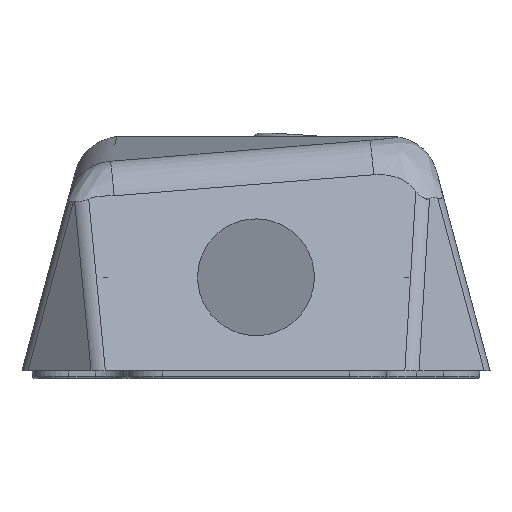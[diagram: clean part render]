
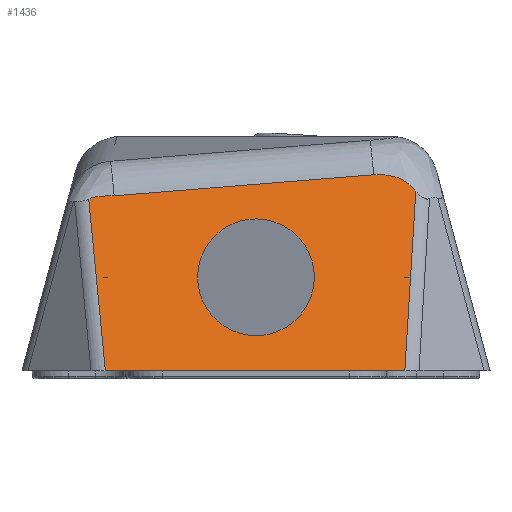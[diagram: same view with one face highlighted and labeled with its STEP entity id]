
A CAD part, front view. The second image highlights one B-rep face of the part: STEP entity #1436.
In plain terms, the highlighted planar face has unit normal (0, -0.966, 0.259).
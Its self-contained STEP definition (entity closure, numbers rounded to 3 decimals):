
#170 = VERTEX_POINT('',#171);
#171 = CARTESIAN_POINT('',(23.9,-60.294,
    34.899));
#225 = EDGE_CURVE('',#226,#170,#228,.T.);
#226 = VERTEX_POINT('',#227);
#227 = CARTESIAN_POINT('',(17.601,-59.643,
    37.328));
#228 = B_SPLINE_CURVE_WITH_KNOTS('',9,(#229,#230,#231,#232,#233,#234,
    #235,#236,#237,#238),.UNSPECIFIED.,.F.,.F.,(10,10),(0.,1.),
  .PIECEWISE_BEZIER_KNOTS.);
#229 = CARTESIAN_POINT('',(17.601,-59.643,
    37.328));
#230 = CARTESIAN_POINT('',(18.803,-59.617,
    37.425));
#231 = CARTESIAN_POINT('',(20.019,-59.632,
    37.371));
#232 = CARTESIAN_POINT('',(21.228,-59.698,
    37.123));
#233 = CARTESIAN_POINT('',(22.387,-59.826,
    36.646));
#234 = CARTESIAN_POINT('',(23.431,-60.022,
    35.915));
#235 = CARTESIAN_POINT('',(24.252,-60.282,
    34.943));
#236 = CARTESIAN_POINT('',(24.776,-60.583,33.821)
  );
#237 = CARTESIAN_POINT('',(24.992,-60.899,
    32.641));
#238 = CARTESIAN_POINT('',(24.921,-61.211,
    31.478));
#929 = VERTEX_POINT('',#930);
#930 = CARTESIAN_POINT('',(-22.535,-67.501,8.));
#937 = EDGE_CURVE('',#929,#938,#940,.T.);
#938 = VERTEX_POINT('',#939);
#939 = CARTESIAN_POINT('',(22.261,-67.501,8.));
#940 = LINE('',#941,#942);
#941 = CARTESIAN_POINT('',(50.,-67.501,8.));
#942 = VECTOR('',#943,1.);
#943 = DIRECTION('',(1.,0.,0.));
#1300 = EDGE_CURVE('',#170,#938,#1301,.T.);
#1301 = LINE('',#1302,#1303);
#1302 = CARTESIAN_POINT('',(23.696,-61.192,
    31.547));
#1303 = VECTOR('',#1304,1.);
#1304 = DIRECTION('',(-0.059,-0.258,
    -0.964));
#1414 = VERTEX_POINT('',#1415);
#1415 = CARTESIAN_POINT('',(-21.222,-60.484,
    34.19));
#1426 = EDGE_CURVE('',#1414,#226,#1427,.T.);
#1427 = LINE('',#1428,#1429);
#1428 = CARTESIAN_POINT('',(-26.325,-60.594,
    33.778));
#1429 = VECTOR('',#1430,1.);
#1430 = DIRECTION('',(0.997,0.022,0.081
    ));
#1436 = ADVANCED_FACE('',(#1437,#1464),#1475,.F.);
#1437 = FACE_BOUND('',#1438,.F.);
#1438 = EDGE_LOOP('',(#1439,#1447,#1460,#1461,#1462,#1463));
#1439 = ORIENTED_EDGE('',*,*,#1440,.T.);
#1440 = EDGE_CURVE('',#929,#1441,#1443,.T.);
#1441 = VERTEX_POINT('',#1442);
#1442 = CARTESIAN_POINT('',(-25.019,-60.627,
    33.654));
#1443 = LINE('',#1444,#1445);
#1444 = CARTESIAN_POINT('',(-21.771,-69.615,
    0.111));
#1445 = VECTOR('',#1446,1.);
#1446 = DIRECTION('',(-0.093,0.258,0.962)
  );
#1447 = ORIENTED_EDGE('',*,*,#1448,.F.);
#1448 = EDGE_CURVE('',#1414,#1441,#1449,.T.);
#1449 = B_SPLINE_CURVE_WITH_KNOTS('',9,(#1450,#1451,#1452,#1453,#1454,
    #1455,#1456,#1457,#1458,#1459),.UNSPECIFIED.,.F.,.F.,(10,10),(0.,1.)
  ,.PIECEWISE_BEZIER_KNOTS.);
#1450 = CARTESIAN_POINT('',(-21.222,-60.484,
    34.19));
#1451 = CARTESIAN_POINT('',(-21.913,-60.499,
    34.134));
#1452 = CARTESIAN_POINT('',(-22.61,-60.494,
    34.153));
#1453 = CARTESIAN_POINT('',(-23.295,-60.484,
    34.189));
#1454 = CARTESIAN_POINT('',(-23.998,-60.493,
    34.155));
#1455 = CARTESIAN_POINT('',(-24.683,-60.523,
    34.044));
#1456 = CARTESIAN_POINT('',(-25.411,-60.612,
    33.713));
#1457 = CARTESIAN_POINT('',(-25.928,-60.771,
    33.117));
#1458 = CARTESIAN_POINT('',(-26.143,-60.957,
    32.426));
#1459 = CARTESIAN_POINT('',(-26.079,-61.135,
    31.759));
#1460 = ORIENTED_EDGE('',*,*,#1426,.T.);
#1461 = ORIENTED_EDGE('',*,*,#225,.T.);
#1462 = ORIENTED_EDGE('',*,*,#1300,.T.);
#1463 = ORIENTED_EDGE('',*,*,#937,.F.);
#1464 = FACE_BOUND('',#1465,.F.);
#1465 = EDGE_LOOP('',(#1466));
#1466 = ORIENTED_EDGE('',*,*,#1467,.F.);
#1467 = EDGE_CURVE('',#1468,#1468,#1470,.T.);
#1468 = VERTEX_POINT('',#1469);
#1469 = CARTESIAN_POINT('',(8.73,-63.75,22.));
#1470 = ELLIPSE('',#1471,9.038,8.73);
#1471 = AXIS2_PLACEMENT_3D('',#1472,#1473,#1474);
#1472 = CARTESIAN_POINT('',(0.,-63.75,22.));
#1473 = DIRECTION('',(0.,0.966,-0.259)
  );
#1474 = DIRECTION('',(0.,0.259,0.966)
  );
#1475 = PLANE('',#1476);
#1476 = AXIS2_PLACEMENT_3D('',#1477,#1478,#1479);
#1477 = CARTESIAN_POINT('',(100.,-69.645,0.));
#1478 = DIRECTION('',(0.,0.966,-0.259)
  );
#1479 = DIRECTION('',(0.,0.259,0.966)
  );
